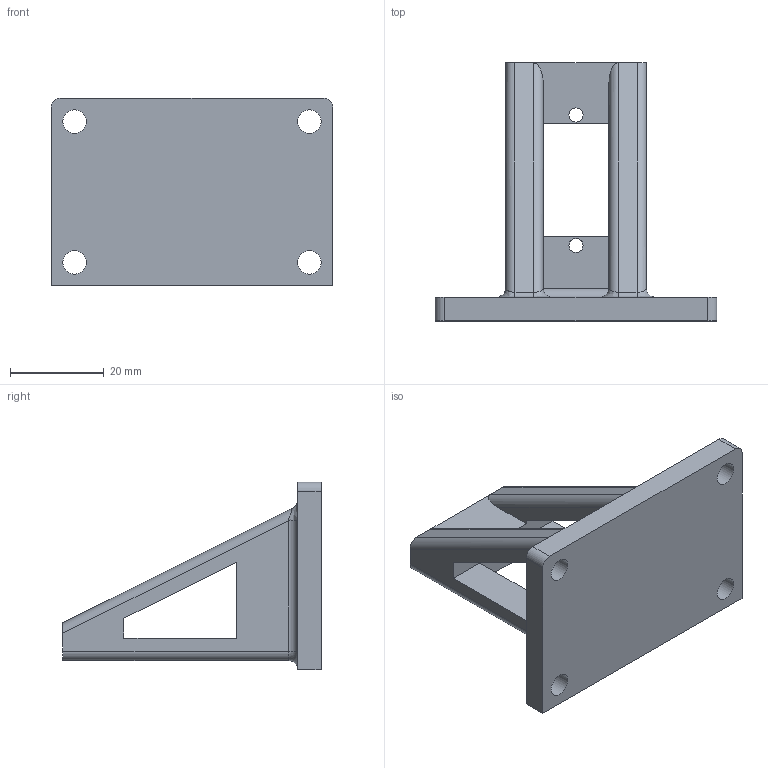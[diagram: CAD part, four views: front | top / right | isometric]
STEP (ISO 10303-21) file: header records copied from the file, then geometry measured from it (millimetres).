
FILE_DESCRIPTION(/* description */ (''),/* implementation_level */ '2;1');
FILE_NAME(/* name */ 'Servo_podstawa.stp',/* time_stamp */ '2025-11-28T00:04:38+01:00',/* author */ ('juras'),/* organization */ (''),/* preprocessor_version */ 'ST-DEVELOPER v20',/* originating_system */ 'Autodesk Inventor 2025',/* authorisation */ '');
FILE_SCHEMA (('AUTOMOTIVE_DESIGN { 1 0 10303 214 3 1 1 }'));
Length unit declared in the file: millimetre
Products named in the file (1): Servo_podstawa
Bounding box: 60 x 55 x 40 mm (x, y, z)
Volume: 26738.5 mm3; surface area: 11750.2 mm2
Topology: 1 solids, 1 shells, 52 faces, 141 edges, 92 vertices
Faces by surface type: plane 24, cylinder 22, bspline 4, torus 2
Full cylindrical faces by diameter (mm): 3 x2, 5 x4
Entity records: 1866 total; most frequent: CARTESIAN_POINT 382, DIRECTION 287, ORIENTED_EDGE 282, EDGE_CURVE 141, AXIS2_PLACEMENT_3D 97, LINE 93, VECTOR 93, VERTEX_POINT 88
